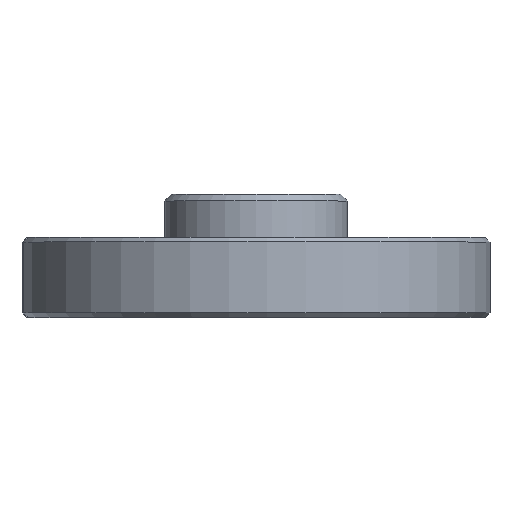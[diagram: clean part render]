
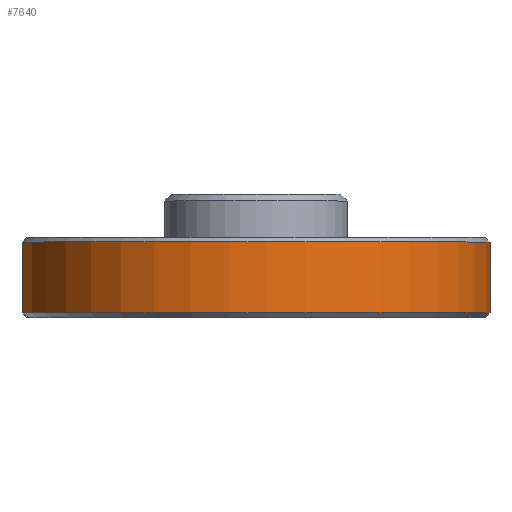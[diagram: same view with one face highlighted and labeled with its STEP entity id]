
A CAD part, top view. The second image highlights one B-rep face of the part: STEP entity #7640.
In plain terms, the highlighted cylindrical face has radius 10.25 mm (diameter 20.5 mm), a partial arc.
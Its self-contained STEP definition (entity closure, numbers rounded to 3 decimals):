
#1955=CARTESIAN_POINT('',(0.,3.3,0.));
#1956=DIRECTION('',(0.,-1.,0.));
#1957=DIRECTION('',(1.,0.,0.024));
#1958=AXIS2_PLACEMENT_3D('',#1955,#1956,#1957);
#1976=DIRECTION('',(0.,1.,0.));
#1977=VECTOR('',#1976,3.1);
#1978=CARTESIAN_POINT('',(-10.173,0.2,1.25));
#1979=LINE('',#1978,#1977);
#1980=DIRECTION('',(0.,1.,0.));
#1981=VECTOR('',#1980,3.1);
#1982=CARTESIAN_POINT('',(10.247,0.2,0.25));
#1983=LINE('',#1982,#1981);
#2039=CARTESIAN_POINT('',(0.,0.2,0.));
#2040=DIRECTION('',(0.,1.,0.));
#2041=DIRECTION('',(-0.993,0.,0.122));
#2042=AXIS2_PLACEMENT_3D('',#2039,#2040,#2041);
#4357=CARTESIAN_POINT('',(10.247,0.2,0.25));
#4358=CARTESIAN_POINT('',(10.247,3.3,0.25));
#4359=VERTEX_POINT('',#4357);
#4360=VERTEX_POINT('',#4358);
#4403=CARTESIAN_POINT('',(-10.173,0.2,1.25));
#4404=CARTESIAN_POINT('',(-10.173,3.3,1.25));
#4405=VERTEX_POINT('',#4403);
#4406=VERTEX_POINT('',#4404);
#7626=CARTESIAN_POINT('',(0.,0.,0.));
#7627=DIRECTION('',(0.,1.,0.));
#7628=DIRECTION('',(1.,0.,0.));
#7629=AXIS2_PLACEMENT_3D('',#7626,#7627,#7628);
#7630=CYLINDRICAL_SURFACE('',#7629,10.25);
#7632=ORIENTED_EDGE('',*,*,#7631,.T.);
#7633=ORIENTED_EDGE('',*,*,#7592,.F.);
#7635=ORIENTED_EDGE('',*,*,#7634,.F.);
#7637=ORIENTED_EDGE('',*,*,#7636,.F.);
#7638=EDGE_LOOP('',(#7632,#7633,#7635,#7637));
#7639=FACE_OUTER_BOUND('',#7638,.F.);
#7640=ADVANCED_FACE('',(#7639),#7630,.T.);
#1959=CIRCLE('',#1958,10.25);
#2043=CIRCLE('',#2042,10.25);
#7592=EDGE_CURVE('',#4360,#4406,#1959,.T.);
#7631=EDGE_CURVE('',#4405,#4406,#1979,.T.);
#7634=EDGE_CURVE('',#4359,#4360,#1983,.T.);
#7636=EDGE_CURVE('',#4405,#4359,#2043,.T.);
